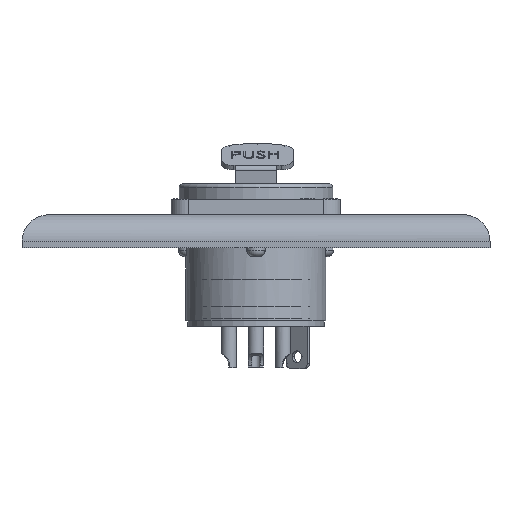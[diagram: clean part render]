
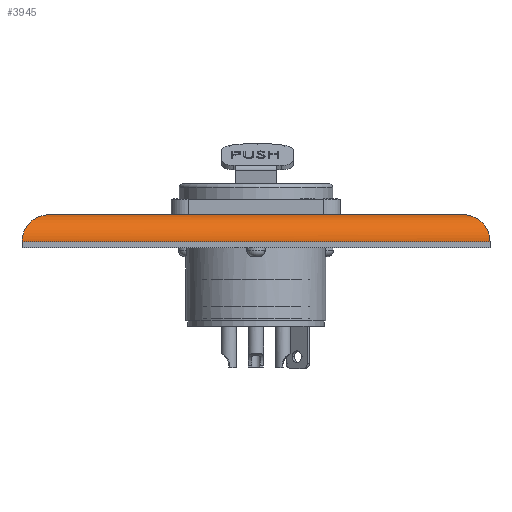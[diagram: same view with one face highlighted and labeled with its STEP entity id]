
A CAD part, front view. The second image highlights one B-rep face of the part: STEP entity #3945.
In plain terms, the highlighted cylindrical face has radius 4.064 mm (diameter 8.128 mm), a partial arc.
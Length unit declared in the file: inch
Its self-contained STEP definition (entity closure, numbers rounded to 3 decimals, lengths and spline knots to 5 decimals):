
#3649 = EDGE_CURVE ( 'NONE', #3729, #3806, #9636, .T. ) ;
#3725 = EDGE_CURVE ( 'NONE', #4030, #3726, #9514, .T. ) ;
#3726 = VERTEX_POINT ( 'NONE', #9519 ) ;
#3729 = VERTEX_POINT ( 'NONE', #9886 ) ;
#3806 = VERTEX_POINT ( 'NONE', #9868 ) ;
#3945 = ADVANCED_FACE ( 'NONE', ( #10218 ), #10152, .T. ) ;
#3947 = ORIENTED_EDGE ( 'NONE', *, *, #4017, .T. ) ;
#3954 = EDGE_CURVE ( 'NONE', #4030, #3806, #10193, .T. ) ;
#3955 = EDGE_LOOP ( 'NONE', ( #4027, #3980, #3947, #4019 ) ) ;
#3980 = ORIENTED_EDGE ( 'NONE', *, *, #3649, .F. ) ;
#4017 = EDGE_CURVE ( 'NONE', #3729, #3726, #10204, .T. ) ;
#4019 = ORIENTED_EDGE ( 'NONE', *, *, #3725, .F. ) ;
#4027 = ORIENTED_EDGE ( 'NONE', *, *, #3954, .T. ) ;
#4030 = VERTEX_POINT ( 'NONE', #10147 ) ;
#9493 = VECTOR ( 'NONE', #9512, 39.37008 ) ;
#9512 = DIRECTION ( 'NONE',  ( 1., 0., 0. ) ) ;
#9513 = CARTESIAN_POINT ( 'NONE',  ( 0., 0.16, 0.197 ) ) ;
#9514 = LINE ( 'NONE', #9513, #9493 ) ;
#9519 = CARTESIAN_POINT ( 'NONE',  ( 2.615, 0.16, 0.197 ) ) ;
#9626 = CARTESIAN_POINT ( 'NONE',  ( 0., 0., 0.037 ) ) ;
#9636 = LINE ( 'NONE', #9626, #9658 ) ;
#9657 = DIRECTION ( 'NONE',  ( -1., 0., 0. ) ) ;
#9658 = VECTOR ( 'NONE', #9657, 39.37008 ) ;
#9868 = CARTESIAN_POINT ( 'NONE',  ( 0., 0., 0.037 ) ) ;
#9886 = CARTESIAN_POINT ( 'NONE',  ( 2.775, 0., 0.037 ) ) ;
#10147 = CARTESIAN_POINT ( 'NONE',  ( 0.16, 0.16, 0.197 ) ) ;
#10152 = CYLINDRICAL_SURFACE ( 'NONE', #10184, 0.16 ) ;
#10154 = CARTESIAN_POINT ( 'NONE',  ( 0., 0., 0.037 ) ) ;
#10155 = CARTESIAN_POINT ( 'NONE',  ( 0., 0., 0.13073 ) ) ;
#10156 = CARTESIAN_POINT ( 'NONE',  ( 0.06627, 0.06627, 0.197 ) ) ;
#10157 = CARTESIAN_POINT ( 'NONE',  ( 0.16, 0.16, 0.197 ) ) ;
#10183 = CARTESIAN_POINT ( 'NONE',  ( 2.615, 0.16, 0.197 ) ) ;
#10184 = AXIS2_PLACEMENT_3D ( 'NONE', #10236, #10217, #10238 ) ;
#10193 =( BOUNDED_CURVE ( )  B_SPLINE_CURVE ( 3, ( #10157, #10156, #10155, #10154 ),
 .UNSPECIFIED., .F., .T. ) 
 B_SPLINE_CURVE_WITH_KNOTS ( ( 4, 4 ),
 ( 4.71239, 6.28319 ),
 .UNSPECIFIED. ) 
 CURVE ( )  GEOMETRIC_REPRESENTATION_ITEM ( )  RATIONAL_B_SPLINE_CURVE ( ( 1., 0.805, 0.805, 1. ) ) 
 REPRESENTATION_ITEM ( '' )  );
#10200 = CARTESIAN_POINT ( 'NONE',  ( 2.70873, 0.06627, 0.197 ) ) ;
#10201 = CARTESIAN_POINT ( 'NONE',  ( 2.775, 0., 0.13073 ) ) ;
#10202 = CARTESIAN_POINT ( 'NONE',  ( 2.775, 0., 0.037 ) ) ;
#10204 =( BOUNDED_CURVE ( )  B_SPLINE_CURVE ( 3, ( #10202, #10201, #10200, #10183 ),
 .UNSPECIFIED., .F., .T. ) 
 B_SPLINE_CURVE_WITH_KNOTS ( ( 4, 4 ),
 ( 3.14159, 4.71239 ),
 .UNSPECIFIED. ) 
 CURVE ( )  GEOMETRIC_REPRESENTATION_ITEM ( )  RATIONAL_B_SPLINE_CURVE ( ( 1., 0.805, 0.805, 1. ) ) 
 REPRESENTATION_ITEM ( '' )  );
#10217 = DIRECTION ( 'NONE',  ( 1., 0., 0. ) ) ;
#10218 = FACE_OUTER_BOUND ( 'NONE', #3955, .T. ) ;
#10236 = CARTESIAN_POINT ( 'NONE',  ( 0., 0.16, 0.037 ) ) ;
#10238 = DIRECTION ( 'NONE',  ( 0., 0., -1. ) ) ;
